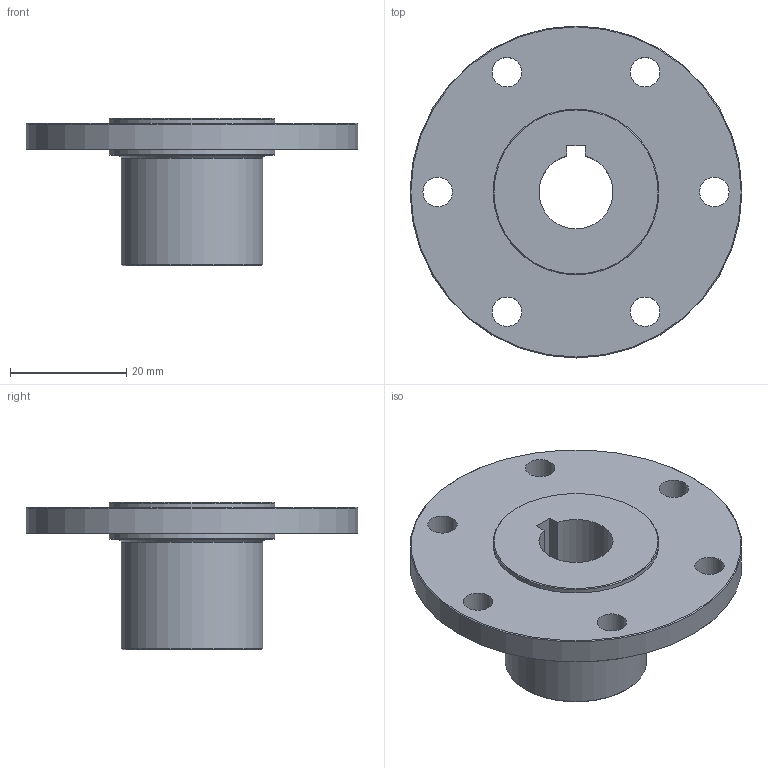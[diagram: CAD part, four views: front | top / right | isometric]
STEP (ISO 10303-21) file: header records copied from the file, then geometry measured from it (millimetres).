
FILE_DESCRIPTION (( 'STEP AP214' ), '1' );
FILE_NAME ('am-0077a 500 Key Hub REV3.STEP', '2019-05-30T13:24:36', ( '' ), ( '' ), 'SwSTEP 2.0', 'SolidWorks 2019', '' );
FILE_SCHEMA (( 'AUTOMOTIVE_DESIGN' ));
Length unit declared in the file: inch
Products named in the file (1): am-0077a 500 Key Hub REV3
Bounding box: 57.15 x 57.15 x 25.4 mm (x, y, z)
Volume: 17827.9 mm3; surface area: 8529.4 mm2
Topology: 1 solids, 1 shells, 25 faces, 56 edges, 36 vertices
Faces by surface type: cylinder 11, plane 8, cone 6
Full cylindrical faces by diameter (mm): 5.08 x6, 24.384 x1, 28.55 x2, 57.15 x1
Entity records: 676 total; most frequent: DIRECTION 118, CARTESIAN_POINT 98, ORIENTED_EDGE 76, EDGE_LOOP 58, AXIS2_PLACEMENT_3D 54, EDGE_CURVE 38, FACE_OUTER_BOUND 35, VERTEX_POINT 34
